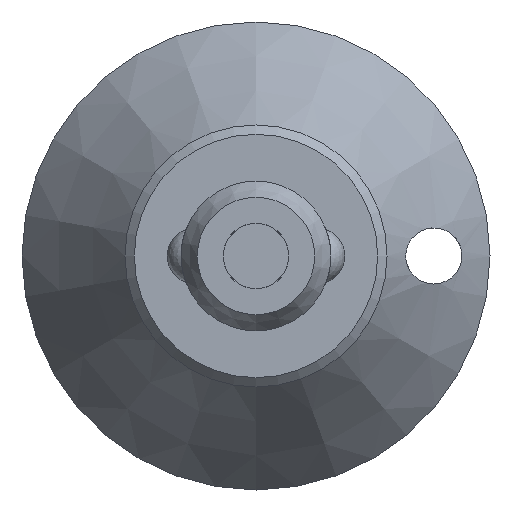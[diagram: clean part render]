
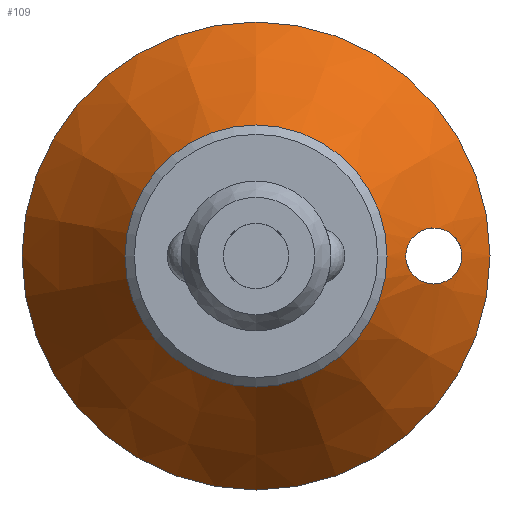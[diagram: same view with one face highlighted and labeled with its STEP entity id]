
A CAD part, front view. The second image highlights one B-rep face of the part: STEP entity #109.
In plain terms, the highlighted conical face has half-angle 33.9 degrees and reference radius 12.5 mm.
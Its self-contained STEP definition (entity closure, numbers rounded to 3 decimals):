
#109 = ADVANCED_FACE( '', ( #248, #249, #250 ), #251, .T. );
#248 = FACE_BOUND( '', #425, .T. );
#249 = FACE_OUTER_BOUND( '', #426, .T. );
#250 = FACE_BOUND( '', #427, .T. );
#251 = CONICAL_SURFACE( '', #428, 12.5, 0.592 );
#425 = EDGE_LOOP( '', ( #619 ) );
#426 = EDGE_LOOP( '', ( #620 ) );
#427 = EDGE_LOOP( '', ( #621 ) );
#428 = AXIS2_PLACEMENT_3D( '', #622, #623, #624 );
#619 = ORIENTED_EDGE( '', *, *, #681, .T. );
#620 = ORIENTED_EDGE( '', *, *, #683, .F. );
#621 = ORIENTED_EDGE( '', *, *, #686, .T. );
#622 = CARTESIAN_POINT( '', ( 0., 30.685, 0. ) );
#623 = DIRECTION( '', ( 0., 1., 0. ) );
#624 = DIRECTION( '', ( 0., 0., 1. ) );
#681 = EDGE_CURVE( '', #767, #767, #768, .T. );
#683 = EDGE_CURVE( '', #770, #770, #771, .T. );
#686 = EDGE_CURVE( '', #775, #775, #776, .T. );
#767 = VERTEX_POINT( '', #884 );
#768 = CIRCLE( '', #885, 7. );
#770 = VERTEX_POINT( '', #887 );
#771 = CIRCLE( '', #888, 12.5 );
#775 = VERTEX_POINT( '', #892 );
#776 = B_SPLINE_CURVE_WITH_KNOTS( '', 3, ( #893, #894, #895, #896, #897, #898, #899, #900, #901, #902, #903, #904, #905, #906, #907, #908, #909, #910, #911, #912, #913, #914, #915, #916, #917, #918, #919, #920, #921, #922, #923, #924, #925, #926, #927, #928, #929, #930, #931, #932, #933, #934, #935, #936, #937, #938 ), .UNSPECIFIED., .T., .F., ( 2, 2, 2, 2, 2, 2, 2, 2, 2, 2, 2, 2, 2, 2, 2, 2, 2, 2, 2, 2, 2, 2, 2, 2, 2 ), ( -0.001, 0., 0., 0.001, 0.001, 0.001, 0.002, 0.003, 0.003, 0.004, 0.005, 0.006, 0.006, 0.007, 0.007, 0.008, 0.008, 0.008, 0.009, 0.01, 0.011, 0.012, 0.013, 0.013, 0.014 ), .UNSPECIFIED. );
#884 = CARTESIAN_POINT( '', ( 0., 22.5, 7. ) );
#885 = AXIS2_PLACEMENT_3D( '', #1417, #1418, #1419 );
#887 = CARTESIAN_POINT( '', ( 0., 30.685, 12.5 ) );
#888 = AXIS2_PLACEMENT_3D( '', #1420, #1421, #1422 );
#892 = CARTESIAN_POINT( '', ( 8.221, 24.373, -0.784 ) );
#893 = CARTESIAN_POINT( '', ( 8.332, 24.562, -0.964 ) );
#894 = CARTESIAN_POINT( '', ( 8.166, 24.279, -0.694 ) );
#895 = CARTESIAN_POINT( '', ( 8.117, 24.193, -0.593 ) );
#896 = CARTESIAN_POINT( '', ( 8.058, 24.09, -0.417 ) );
#897 = CARTESIAN_POINT( '', ( 8.041, 24.061, -0.356 ) );
#898 = CARTESIAN_POINT( '', ( 8.015, 24.015, -0.225 ) );
#899 = CARTESIAN_POINT( '', ( 8.006, 24., -0.155 ) );
#900 = CARTESIAN_POINT( '', ( 7.994, 23.978, 0.054 ) );
#901 = CARTESIAN_POINT( '', ( 8.007, 24.001, 0.199 ) );
#902 = CARTESIAN_POINT( '', ( 8.065, 24.102, 0.456 ) );
#903 = CARTESIAN_POINT( '', ( 8.108, 24.178, 0.57 ) );
#904 = CARTESIAN_POINT( '', ( 8.257, 24.435, 0.868 ) );
#905 = CARTESIAN_POINT( '', ( 8.382, 24.647, 1.015 ) );
#906 = CARTESIAN_POINT( '', ( 8.645, 25.08, 1.245 ) );
#907 = CARTESIAN_POINT( '', ( 8.788, 25.309, 1.33 ) );
#908 = CARTESIAN_POINT( '', ( 9.081, 25.768, 1.449 ) );
#909 = CARTESIAN_POINT( '', ( 9.232, 25.998, 1.484 ) );
#910 = CARTESIAN_POINT( '', ( 9.542, 26.458, 1.507 ) );
#911 = CARTESIAN_POINT( '', ( 9.702, 26.691, 1.495 ) );
#912 = CARTESIAN_POINT( '', ( 10.02, 27.142, 1.417 ) );
#913 = CARTESIAN_POINT( '', ( 10.179, 27.362, 1.35 ) );
#914 = CARTESIAN_POINT( '', ( 10.411, 27.678, 1.195 ) );
#915 = CARTESIAN_POINT( '', ( 10.487, 27.779, 1.134 ) );
#916 = CARTESIAN_POINT( '', ( 10.631, 27.971, 0.991 ) );
#917 = CARTESIAN_POINT( '', ( 10.7, 28.063, 0.907 ) );
#918 = CARTESIAN_POINT( '', ( 10.824, 28.225, 0.715 ) );
#919 = CARTESIAN_POINT( '', ( 10.879, 28.297, 0.604 ) );
#920 = CARTESIAN_POINT( '', ( 10.962, 28.404, 0.359 ) );
#921 = CARTESIAN_POINT( '', ( 10.99, 28.44, 0.221 ) );
#922 = CARTESIAN_POINT( '', ( 11.005, 28.46, -0.057 ) );
#923 = CARTESIAN_POINT( '', ( 10.993, 28.443, -0.2 ) );
#924 = CARTESIAN_POINT( '', ( 10.933, 28.366, -0.465 ) );
#925 = CARTESIAN_POINT( '', ( 10.887, 28.306, -0.585 ) );
#926 = CARTESIAN_POINT( '', ( 10.719, 28.088, -0.907 ) );
#927 = CARTESIAN_POINT( '', ( 10.574, 27.897, -1.064 ) );
#928 = CARTESIAN_POINT( '', ( 10.272, 27.491, -1.3 ) );
#929 = CARTESIAN_POINT( '', ( 10.114, 27.273, -1.379 ) );
#930 = CARTESIAN_POINT( '', ( 9.795, 26.824, -1.48 ) );
#931 = CARTESIAN_POINT( '', ( 9.637, 26.597, -1.502 ) );
#932 = CARTESIAN_POINT( '', ( 9.325, 26.138, -1.498 ) );
#933 = CARTESIAN_POINT( '', ( 9.17, 25.904, -1.472 ) );
#934 = CARTESIAN_POINT( '', ( 8.873, 25.445, -1.372 ) );
#935 = CARTESIAN_POINT( '', ( 8.731, 25.219, -1.299 ) );
#936 = CARTESIAN_POINT( '', ( 8.461, 24.779, -1.095 ) );
#937 = CARTESIAN_POINT( '', ( 8.332, 24.562, -0.964 ) );
#938 = CARTESIAN_POINT( '', ( 8.166, 24.279, -0.694 ) );
#1417 = CARTESIAN_POINT( '', ( 0., 22.5, 0. ) );
#1418 = DIRECTION( '', ( 0., 1., 0. ) );
#1419 = DIRECTION( '', ( 0., 0., 1. ) );
#1420 = CARTESIAN_POINT( '', ( 0., 30.685, 0. ) );
#1421 = DIRECTION( '', ( 0., 1., 0. ) );
#1422 = DIRECTION( '', ( 0., 0., 1. ) );
